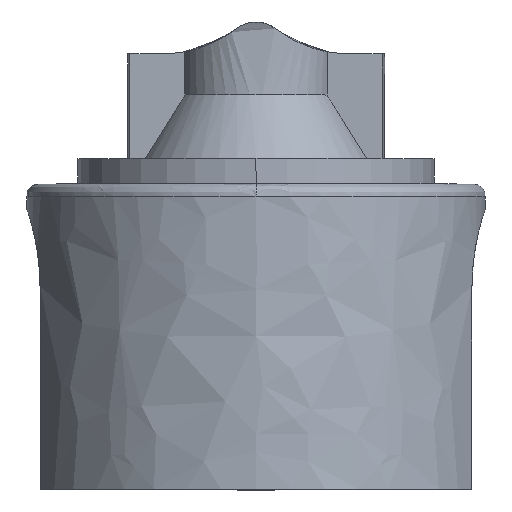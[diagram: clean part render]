
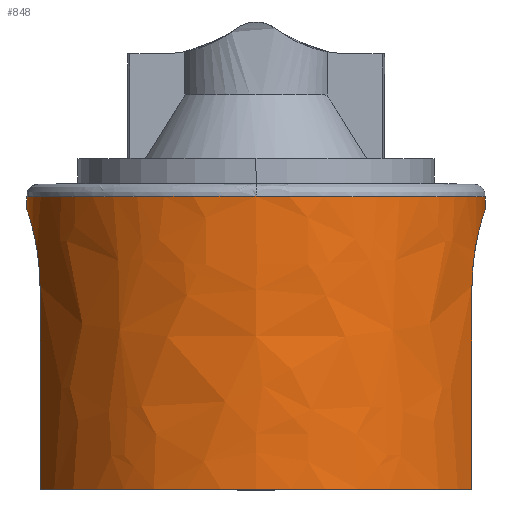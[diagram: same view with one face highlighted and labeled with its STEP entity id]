
A CAD part, top view. The second image highlights one B-rep face of the part: STEP entity #848.
In plain terms, the highlighted free-form (B-spline) face has degree [3, 1] with [4, 2] control points.
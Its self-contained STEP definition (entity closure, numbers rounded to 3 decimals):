
#19=(
BOUNDED_SURFACE()
B_SPLINE_SURFACE(3,1,((#1533,#1534),(#1535,#1536),(#1537,#1538),(#1539,
#1540)),.CYLINDRICAL_SURF.,.F.,.F.,.F.)
B_SPLINE_SURFACE_WITH_KNOTS((4,4),(2,2),(0.,1.),(0.045,0.955),
 .PIECEWISE_BEZIER_KNOTS.)
GEOMETRIC_REPRESENTATION_ITEM()
RATIONAL_B_SPLINE_SURFACE(((1.,1.),(0.333,0.333),
(0.333,0.333),(1.,1.)))
REPRESENTATION_ITEM('')
SURFACE()
);
#59=CIRCLE('',#913,9.);
#60=CIRCLE('',#914,9.);
#105=LINE('',#1541,#161);
#106=LINE('',#1550,#162);
#107=LINE('',#1556,#163);
#108=LINE('',#1564,#164);
#161=VECTOR('',#1007,1000.);
#162=VECTOR('',#1008,1000.);
#163=VECTOR('',#1013,1000.);
#164=VECTOR('',#1014,1000.);
#279=ORIENTED_EDGE('',*,*,#527,.F.);
#280=ORIENTED_EDGE('',*,*,#528,.T.);
#281=ORIENTED_EDGE('',*,*,#529,.F.);
#282=ORIENTED_EDGE('',*,*,#530,.T.);
#283=ORIENTED_EDGE('',*,*,#531,.T.);
#284=ORIENTED_EDGE('',*,*,#532,.T.);
#285=ORIENTED_EDGE('',*,*,#533,.T.);
#286=ORIENTED_EDGE('',*,*,#534,.T.);
#287=ORIENTED_EDGE('',*,*,#525,.T.);
#288=ORIENTED_EDGE('',*,*,#535,.F.);
#525=EDGE_CURVE('',#647,#646,#696,.F.);
#527=EDGE_CURVE('',#648,#649,#105,.T.);
#528=EDGE_CURVE('',#648,#650,#698,.T.);
#529=EDGE_CURVE('',#651,#650,#106,.T.);
#530=EDGE_CURVE('',#651,#652,#59,.T.);
#531=EDGE_CURVE('',#652,#653,#60,.T.);
#532=EDGE_CURVE('',#653,#654,#107,.T.);
#533=EDGE_CURVE('',#654,#655,#699,.T.);
#534=EDGE_CURVE('',#655,#647,#108,.T.);
#535=EDGE_CURVE('',#649,#646,#700,.F.);
#646=VERTEX_POINT('',#1517);
#647=VERTEX_POINT('',#1525);
#648=VERTEX_POINT('',#1542);
#649=VERTEX_POINT('',#1543);
#650=VERTEX_POINT('',#1549);
#651=VERTEX_POINT('',#1551);
#652=VERTEX_POINT('',#1553);
#653=VERTEX_POINT('',#1555);
#654=VERTEX_POINT('',#1557);
#655=VERTEX_POINT('',#1563);
#696=B_SPLINE_CURVE_WITH_KNOTS('',3,(#1518,#1519,#1520,#1521,#1522,#1523,
#1524),.UNSPECIFIED.,.F.,.F.,(4,1,1,1,4),(0.,0.25,0.5,0.75,1.),
 .UNSPECIFIED.);
#698=B_SPLINE_CURVE_WITH_KNOTS('',3,(#1544,#1545,#1546,#1547,#1548),
 .UNSPECIFIED.,.F.,.F.,(4,1,4),(0.,0.5,1.),.UNSPECIFIED.);
#699=B_SPLINE_CURVE_WITH_KNOTS('',3,(#1558,#1559,#1560,#1561,#1562),
 .UNSPECIFIED.,.F.,.F.,(4,1,4),(0.,0.5,1.),.UNSPECIFIED.);
#700=B_SPLINE_CURVE_WITH_KNOTS('',3,(#1565,#1566,#1567,#1568,#1569,#1570,
#1571),.UNSPECIFIED.,.F.,.F.,(4,1,1,1,4),(0.,0.25,0.5,0.75,1.),
 .UNSPECIFIED.);
#730=EDGE_LOOP('',(#279,#280,#281,#282,#283,#284,#285,#286,#287,#288));
#778=FACE_BOUND('',#730,.T.);
#848=ADVANCED_FACE('',(#778),#19,.T.);
#913=AXIS2_PLACEMENT_3D('',#1552,#1009,#1010);
#914=AXIS2_PLACEMENT_3D('',#1554,#1011,#1012);
#1007=DIRECTION('',(0.,1.,0.));
#1008=DIRECTION('',(0.,1.,0.));
#1009=DIRECTION('',(0.,1.,0.));
#1010=DIRECTION('',(0.,0.,1.));
#1011=DIRECTION('',(0.,1.,0.));
#1012=DIRECTION('',(0.,0.,1.));
#1013=DIRECTION('',(0.,1.,0.));
#1014=DIRECTION('',(0.,1.,0.));
#1517=CARTESIAN_POINT('',(0.,11.5,9.));
#1518=CARTESIAN_POINT('',(0.,11.5,9.));
#1519=CARTESIAN_POINT('',(1.067,11.5,9.));
#1520=CARTESIAN_POINT('',(3.369,11.5,8.61));
#1521=CARTESIAN_POINT('',(6.571,11.5,6.538));
#1522=CARTESIAN_POINT('',(8.62,11.5,3.331));
#1523=CARTESIAN_POINT('',(9.,11.5,1.063));
#1524=CARTESIAN_POINT('',(9.,11.5,0.));
#1525=CARTESIAN_POINT('',(9.,11.5,0.));
#1533=CARTESIAN_POINT('',(-9.,0.,0.));
#1534=CARTESIAN_POINT('',(-9.,11.5,0.));
#1535=CARTESIAN_POINT('',(-9.,0.,18.));
#1536=CARTESIAN_POINT('',(-9.,11.5,18.));
#1537=CARTESIAN_POINT('',(9.,0.,18.));
#1538=CARTESIAN_POINT('',(9.,11.5,18.));
#1539=CARTESIAN_POINT('',(9.,0.,0.));
#1540=CARTESIAN_POINT('',(9.,11.5,0.));
#1541=CARTESIAN_POINT('',(-9.,5.75,0.));
#1542=CARTESIAN_POINT('',(-9.,11.,0.));
#1543=CARTESIAN_POINT('',(-9.,11.5,0.));
#1544=CARTESIAN_POINT('',(-9.,11.,0.));
#1545=CARTESIAN_POINT('',(-9.,11.,0.79));
#1546=CARTESIAN_POINT('',(-8.75,10.344,2.348));
#1547=CARTESIAN_POINT('',(-8.485,8.797,3.));
#1548=CARTESIAN_POINT('',(-8.485,8.,3.));
#1549=CARTESIAN_POINT('',(-8.485,8.,3.));
#1550=CARTESIAN_POINT('',(-8.485,4.998,3.));
#1551=CARTESIAN_POINT('',(-8.485,0.,3.));
#1552=CARTESIAN_POINT('',(0.,0.,0.));
#1553=CARTESIAN_POINT('',(0.,0.,9.));
#1554=CARTESIAN_POINT('',(0.,0.,0.));
#1555=CARTESIAN_POINT('',(8.485,0.,3.));
#1556=CARTESIAN_POINT('',(8.485,4.998,3.));
#1557=CARTESIAN_POINT('',(8.485,8.,3.));
#1558=CARTESIAN_POINT('',(8.485,8.,3.));
#1559=CARTESIAN_POINT('',(8.485,8.795,3.));
#1560=CARTESIAN_POINT('',(8.75,10.344,2.347));
#1561=CARTESIAN_POINT('',(9.,11.,0.795));
#1562=CARTESIAN_POINT('',(9.,11.,0.));
#1563=CARTESIAN_POINT('',(9.,11.,0.));
#1564=CARTESIAN_POINT('',(9.,5.75,0.));
#1565=CARTESIAN_POINT('',(0.,11.5,9.));
#1566=CARTESIAN_POINT('',(-1.5,11.5,9.));
#1567=CARTESIAN_POINT('',(-4.482,11.5,8.203));
#1568=CARTESIAN_POINT('',(-7.475,11.5,5.438));
#1569=CARTESIAN_POINT('',(-8.819,11.5,2.445));
#1570=CARTESIAN_POINT('',(-9.,11.5,0.75));
#1571=CARTESIAN_POINT('',(-9.,11.5,0.));
